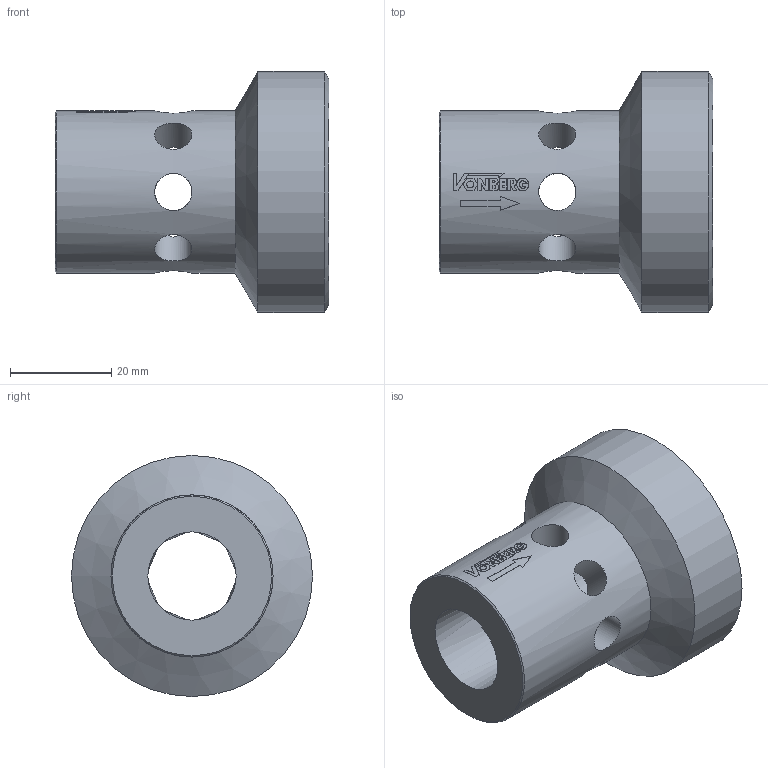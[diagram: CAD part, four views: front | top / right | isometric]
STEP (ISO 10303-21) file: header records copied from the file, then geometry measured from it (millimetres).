
FILE_DESCRIPTION((''),'2;1');
FILE_NAME('8624.stp','2015-02-17T16:37:41',('jml'),(''),'Autodesk Inventor 2010','Autodesk Inventor 2010','');
FILE_SCHEMA(('AUTOMOTIVE_DESIGN { 1 0 10303 214 1 1 1 1 }'));
Length unit declared in the file: inch
Products named in the file (1): 221453
Bounding box: 54.1 x 47.62 x 47.62 mm (x, y, z)
Volume: 43446.7 mm3; surface area: 12459.5 mm2
Topology: 1 solids, 1 shells, 123 faces, 343 edges, 227 vertices
Faces by surface type: plane 64, bspline 32, cylinder 23, cone 4
Full cylindrical faces by diameter (mm): 7.366 x8, 32.004 x1, 47.625 x1
Entity records: 9482 total; most frequent: CARTESIAN_POINT 6640, ORIENTED_EDGE 628, DIRECTION 404, EDGE_CURVE 314, VERTEX_POINT 215, EDGE_LOOP 163, VECTOR 136, LINE 136
